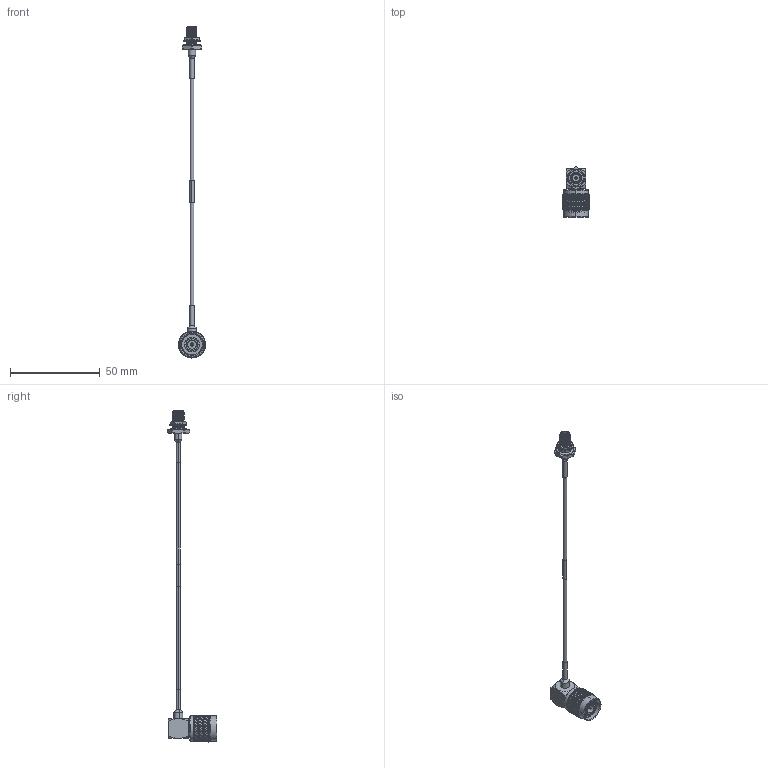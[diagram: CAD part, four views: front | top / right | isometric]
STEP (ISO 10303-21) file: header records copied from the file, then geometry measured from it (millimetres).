
FILE_DESCRIPTION (( 'STEP AP214' ), '1' );
FILE_NAME ('LCCA30567.step', '2020-06-22T20:41:16', ( '' ), ( '' ), 'SwSTEP 2.0', 'SolidWorks 2018', '' );
FILE_SCHEMA (( 'AUTOMOTIVE_DESIGN' ));
Length unit declared in the file: inch
Products named in the file (7): LC085TB (085 FORMABLE); LCCA30567; LCCN3044_HS-2; LCCN3060; LCCN3044_HS; 1AW01-002_.08 ID; LCCN3048
Assembly tree (6 placements, depth 2):
  LCCA30567
    LC085TB (085 FORMABLE)
    1AW01-002_.08 ID
    LCCN3044_HS
    LCCN3048
    LCCN3044_HS-2
    LCCN3060
Bounding box: 14.99 x 27.76 x 184.89 mm (x, y, z)
Volume: 4433.4 mm3; surface area: 5274.3 mm2
Topology: 9 solids, 9 shells, 2345 faces, 5137 edges, 2826 vertices
Faces by surface type: bspline 1690, cylinder 493, plane 91, cone 63, torus 8
Entity records: 107065 total; most frequent: CARTESIAN_POINT 73777, ORIENTED_EDGE 10274, EDGE_CURVE 5137, VERTEX_POINT 2826, DIRECTION 2438, EDGE_LOOP 2369, ADVANCED_FACE 2345, FACE_OUTER_BOUND 2345
